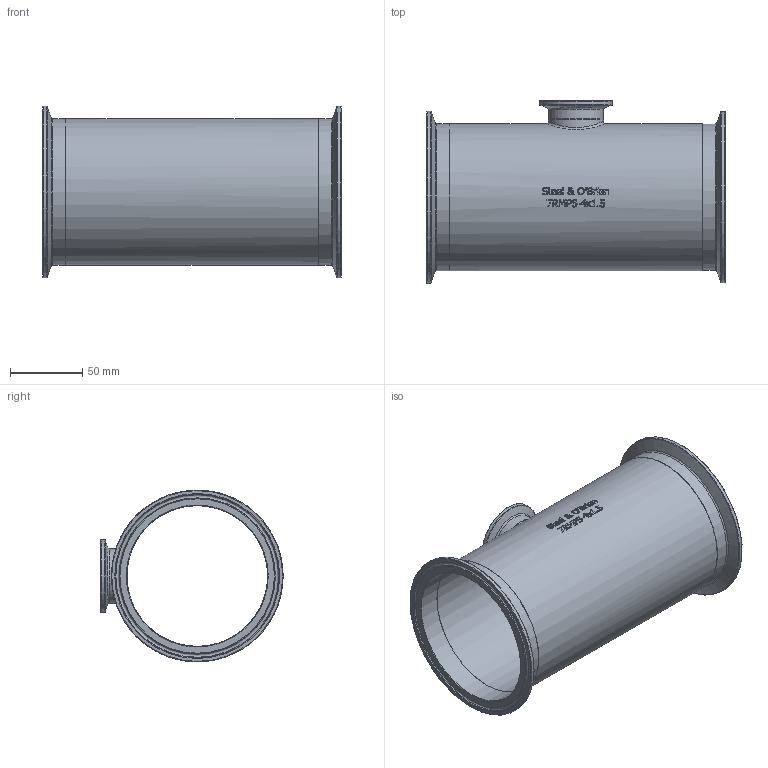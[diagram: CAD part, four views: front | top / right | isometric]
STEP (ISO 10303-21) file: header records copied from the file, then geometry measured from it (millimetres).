
FILE_DESCRIPTION(/* description */ (''),/* implementation_level */ '2;1');
FILE_NAME(/* name */ '7RMPS-4X1.5.ipt.stp',/* time_stamp */ '2019-06-17T14:42:15-04:00',/* author */ ('R. Canell'),/* organization */ (''),/* preprocessor_version */ 'ST-DEVELOPER v15.2',/* originating_system */ 'Autodesk Inventor 2014',/* authorisation */ '');
FILE_SCHEMA (('AUTOMOTIVE_DESIGN { 1 0 10303 214 3 1 1 }'));
Length unit declared in the file: inch
Products named in the file (1): 7RMPS-4X1.5
Bounding box: 206.38 x 126.14 x 118.92 mm (x, y, z)
Volume: 163890.9 mm3; surface area: 146089.7 mm2
Topology: 1 solids, 1 shells, 436 faces, 1132 edges, 743 vertices
Faces by surface type: plane 186, bspline 165, cylinder 49, torus 27, cone 9
Full cylindrical faces by diameter (mm): 34.798 x2, 38.1 x2, 50.394 x1, 97.384 x3, 101.6 x3, 118.923 x2
Entity records: 16155 total; most frequent: CARTESIAN_POINT 6545, ORIENTED_EDGE 2156, DIRECTION 1536, EDGE_CURVE 1078, VERTEX_POINT 739, EDGE_LOOP 535, AXIS2_PLACEMENT_3D 517, LINE 502
